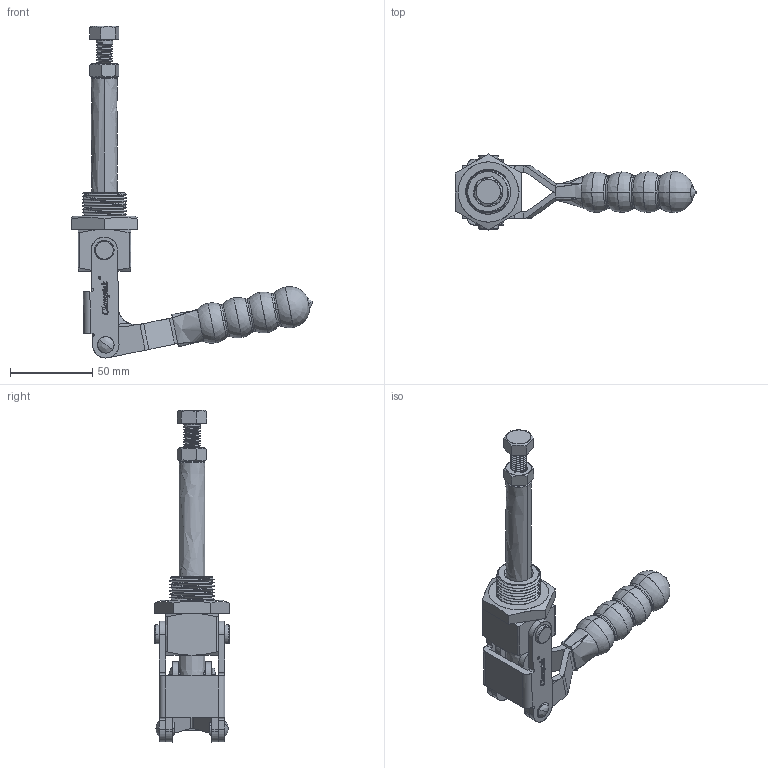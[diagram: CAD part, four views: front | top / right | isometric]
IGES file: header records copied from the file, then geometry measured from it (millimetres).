
Start section: SolidWorks IGES file using analytic representation for surfaces
Global section: file name: GP-1624-MM.IGS; native system: SolidWorks 2019; preprocessor: SolidWorks 2019; author: Engenharia; date: 210210.102020; units: millimetre
Bounding box: 146.55 x 46.19 x 201.78 mm (x, y, z)
Surface area: 62878.6 mm2 (no closed solid volume)
Topology: 0 solids, 0 shells, 786 faces, 13767 edges, 13742 vertices
Faces by surface type: bspline 472, revolution 314
